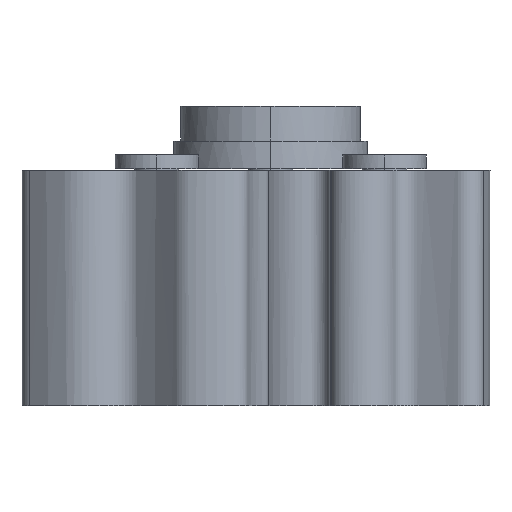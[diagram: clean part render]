
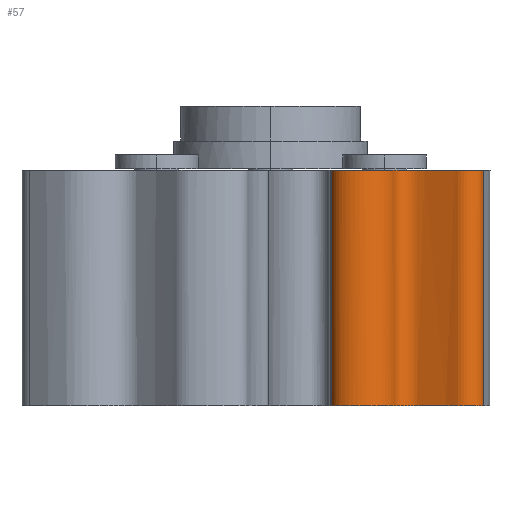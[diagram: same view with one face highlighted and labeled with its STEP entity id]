
A CAD part, front view. The second image highlights one B-rep face of the part: STEP entity #57.
In plain terms, the highlighted free-form (B-spline) face has degree [2, 1] with [23, 2] control points.
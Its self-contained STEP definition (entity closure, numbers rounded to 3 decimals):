
#57=ADVANCED_FACE($,(#150),#1132,.T.);
#150=FACE_OUTER_BOUND($,#243,.T.);
#243=EDGE_LOOP($,(#352,#353,#354,#355));
#352=ORIENTED_EDGE($,*,*,#779,.T.);
#353=ORIENTED_EDGE($,*,*,#778,.T.);
#354=ORIENTED_EDGE($,*,*,#775,.F.);
#355=ORIENTED_EDGE($,*,*,#774,.T.);
#774=EDGE_CURVE($,#992,#994,#1271,.T.);
#775=EDGE_CURVE($,#992,#993,#1210,.T.);
#778=EDGE_CURVE($,#995,#993,#1274,.T.);
#779=EDGE_CURVE($,#994,#995,#1211,.T.);
#992=VERTEX_POINT($,#3135);
#993=VERTEX_POINT($,#3136);
#994=VERTEX_POINT($,#3137);
#995=VERTEX_POINT($,#3138);
#1132=(
BOUNDED_SURFACE()
B_SPLINE_SURFACE(2,1,((#2875,#2876),(#2877,#2878),(#2879,#2880),(#2881,#2882),
(#2883,#2884),(#2885,#2886),(#2887,#2888),(#2889,#2890),(#2891,#2892),(#2893,
#2894),(#2895,#2896),(#2897,#2898),(#2899,#2900),(#2901,#2902),(#2903,#2904),
(#2905,#2906),(#2907,#2908),(#2909,#2910),(#2911,#2912),(#2913,#2914),(#2915,
#2916),(#2917,#2918),(#2919,#2920)),.UNSPECIFIED.,.F.,.F.,.F.)
B_SPLINE_SURFACE_WITH_KNOTS((3,2,2,2,2,2,2,2,2,2,2,3),(2,2),(51.524,
55.886,59.388,63.137,92.702,108.281,
116.12,128.34,143.581,158.655,173.634,
184.631),(0.,170.),.UNSPECIFIED.)
GEOMETRIC_REPRESENTATION_ITEM()
RATIONAL_B_SPLINE_SURFACE(((0.906,0.906),(0.941,
0.941),(1.,1.),(0.952,
0.952),(0.92,0.92),(0.888,
0.888),(0.872,0.872),(0.802,
0.802),(1.,1.),(0.892,
0.892),(0.864,0.864),(0.892,
0.892),(1.,1.),(0.836,0.836),(0.856,
0.856),(0.858,0.858),(0.863,
0.863),(0.867,0.867),(0.875,
0.875),(0.798,0.798),(1.,
1.),(0.85,0.85),(0.854,
0.854)))
REPRESENTATION_ITEM($)
SURFACE()
);
#1210=B_SPLINE_CURVE_WITH_KNOTS($,1,(#2634,#2635),.UNSPECIFIED.,.F.,.F.,
(2,2),(0.,170.),.UNSPECIFIED.);
#1211=B_SPLINE_CURVE_WITH_KNOTS($,1,(#2873,#2874),.UNSPECIFIED.,.F.,.F.,
(2,2),(0.,170.),.UNSPECIFIED.);
#1271=(
BOUNDED_CURVE()
B_SPLINE_CURVE(2,(#2611,#2612,#2613,#2614,#2615,#2616,#2617,#2618,#2619,
#2620,#2621,#2622,#2623,#2624,#2625,#2626,#2627,#2628,#2629,#2630,#2631,
#2632,#2633),.UNSPECIFIED.,.F.,.F.)
B_SPLINE_CURVE_WITH_KNOTS((3,2,2,2,2,2,2,2,2,2,2,3),(51.524,55.886,
59.388,63.137,92.702,108.281,116.12,
128.34,143.581,158.655,173.634,184.631),
.UNSPECIFIED.)
CURVE()
GEOMETRIC_REPRESENTATION_ITEM()
RATIONAL_B_SPLINE_CURVE((1.,0.989,1.,0.952,
0.92,0.888,0.872,0.802,
1.,0.892,0.864,0.892,
1.,0.836,0.856,0.858,0.863,
0.867,0.875,0.798,1.,0.92,
1.))
REPRESENTATION_ITEM($)
);
#1274=(
BOUNDED_CURVE()
B_SPLINE_CURVE(2,(#2850,#2851,#2852,#2853,#2854,#2855,#2856,#2857,#2858,
#2859,#2860,#2861,#2862,#2863,#2864,#2865,#2866,#2867,#2868,#2869,#2870,
#2871,#2872),.UNSPECIFIED.,.F.,.F.)
B_SPLINE_CURVE_WITH_KNOTS((3,2,2,2,2,2,2,2,2,2,2,3),(-184.631,-173.634,
-158.655,-143.581,-128.34,-116.12,-108.281,
-92.702,-63.137,-59.388,-55.886,-51.524),
.UNSPECIFIED.)
CURVE()
GEOMETRIC_REPRESENTATION_ITEM()
RATIONAL_B_SPLINE_CURVE((1.,0.92,1.,0.798,
0.875,0.867,0.863,0.858,
0.856,0.836,1.,0.892,0.864,
0.892,1.,0.802,0.872,
0.888,0.92,0.952,1.,
0.989,1.))
REPRESENTATION_ITEM($)
);
#2611=CARTESIAN_POINT($,(43.87,-123.801,-216.));
#2612=CARTESIAN_POINT($,(44.49,-125.911,-216.));
#2613=CARTESIAN_POINT($,(45.704,-127.745,-216.));
#2614=CARTESIAN_POINT($,(46.675,-129.212,-216.));
#2615=CARTESIAN_POINT($,(47.966,-130.406,-216.));
#2616=CARTESIAN_POINT($,(49.35,-131.686,-216.));
#2617=CARTESIAN_POINT($,(51.014,-132.573,-216.));
#2618=CARTESIAN_POINT($,(65.478,-140.28,-216.));
#2619=CARTESIAN_POINT($,(79.144,-131.235,-216.));
#2620=CARTESIAN_POINT($,(85.82,-126.816,-216.));
#2621=CARTESIAN_POINT($,(89.083,-119.506,-216.));
#2622=CARTESIAN_POINT($,(90.725,-115.829,-216.));
#2623=CARTESIAN_POINT($,(94.082,-113.607,-216.));
#2624=CARTESIAN_POINT($,(99.538,-109.996,-216.));
#2625=CARTESIAN_POINT($,(105.791,-111.92,-216.));
#2626=CARTESIAN_POINT($,(113.081,-114.163,-216.));
#2627=CARTESIAN_POINT($,(120.089,-117.175,-216.));
#2628=CARTESIAN_POINT($,(127.02,-120.155,-216.));
#2629=CARTESIAN_POINT($,(133.595,-123.854,-216.));
#2630=CARTESIAN_POINT($,(140.868,-127.946,-216.));
#2631=CARTESIAN_POINT($,(147.827,-123.34,-216.));
#2632=CARTESIAN_POINT($,(152.676,-120.13,-216.));
#2633=CARTESIAN_POINT($,(153.723,-114.41,-216.));
#2634=CARTESIAN_POINT($,(43.87,-123.801,-216.));
#2635=CARTESIAN_POINT($,(43.87,-123.801,-46.));
#2850=CARTESIAN_POINT($,(153.723,-114.41,-46.));
#2851=CARTESIAN_POINT($,(152.676,-120.13,-46.));
#2852=CARTESIAN_POINT($,(147.827,-123.34,-46.));
#2853=CARTESIAN_POINT($,(140.868,-127.946,-46.));
#2854=CARTESIAN_POINT($,(133.595,-123.854,-46.));
#2855=CARTESIAN_POINT($,(127.02,-120.155,-46.));
#2856=CARTESIAN_POINT($,(120.089,-117.175,-46.));
#2857=CARTESIAN_POINT($,(113.081,-114.163,-46.));
#2858=CARTESIAN_POINT($,(105.791,-111.92,-46.));
#2859=CARTESIAN_POINT($,(99.538,-109.996,-46.));
#2860=CARTESIAN_POINT($,(94.082,-113.607,-46.));
#2861=CARTESIAN_POINT($,(90.725,-115.829,-46.));
#2862=CARTESIAN_POINT($,(89.083,-119.506,-46.));
#2863=CARTESIAN_POINT($,(85.82,-126.816,-46.));
#2864=CARTESIAN_POINT($,(79.144,-131.235,-46.));
#2865=CARTESIAN_POINT($,(65.478,-140.28,-46.));
#2866=CARTESIAN_POINT($,(51.014,-132.573,-46.));
#2867=CARTESIAN_POINT($,(49.35,-131.686,-46.));
#2868=CARTESIAN_POINT($,(47.966,-130.406,-46.));
#2869=CARTESIAN_POINT($,(46.675,-129.212,-46.));
#2870=CARTESIAN_POINT($,(45.704,-127.745,-46.));
#2871=CARTESIAN_POINT($,(44.49,-125.911,-46.));
#2872=CARTESIAN_POINT($,(43.87,-123.801,-46.));
#2873=CARTESIAN_POINT($,(153.723,-114.41,-216.));
#2874=CARTESIAN_POINT($,(153.723,-114.41,-46.));
#2875=CARTESIAN_POINT($,(43.87,-123.801,-216.));
#2876=CARTESIAN_POINT($,(43.87,-123.801,-46.));
#2877=CARTESIAN_POINT($,(44.49,-125.911,-216.));
#2878=CARTESIAN_POINT($,(44.49,-125.911,-46.));
#2879=CARTESIAN_POINT($,(45.704,-127.745,-216.));
#2880=CARTESIAN_POINT($,(45.704,-127.745,-46.));
#2881=CARTESIAN_POINT($,(46.675,-129.212,-216.));
#2882=CARTESIAN_POINT($,(46.675,-129.212,-46.));
#2883=CARTESIAN_POINT($,(47.966,-130.406,-216.));
#2884=CARTESIAN_POINT($,(47.966,-130.406,-46.));
#2885=CARTESIAN_POINT($,(49.35,-131.686,-216.));
#2886=CARTESIAN_POINT($,(49.35,-131.686,-46.));
#2887=CARTESIAN_POINT($,(51.014,-132.573,-216.));
#2888=CARTESIAN_POINT($,(51.014,-132.573,-46.));
#2889=CARTESIAN_POINT($,(65.478,-140.28,-216.));
#2890=CARTESIAN_POINT($,(65.478,-140.28,-46.));
#2891=CARTESIAN_POINT($,(79.144,-131.235,-216.));
#2892=CARTESIAN_POINT($,(79.144,-131.235,-46.));
#2893=CARTESIAN_POINT($,(85.82,-126.816,-216.));
#2894=CARTESIAN_POINT($,(85.82,-126.816,-46.));
#2895=CARTESIAN_POINT($,(89.083,-119.506,-216.));
#2896=CARTESIAN_POINT($,(89.083,-119.506,-46.));
#2897=CARTESIAN_POINT($,(90.725,-115.829,-216.));
#2898=CARTESIAN_POINT($,(90.725,-115.829,-46.));
#2899=CARTESIAN_POINT($,(94.082,-113.607,-216.));
#2900=CARTESIAN_POINT($,(94.082,-113.607,-46.));
#2901=CARTESIAN_POINT($,(99.538,-109.996,-216.));
#2902=CARTESIAN_POINT($,(99.538,-109.996,-46.));
#2903=CARTESIAN_POINT($,(105.791,-111.92,-216.));
#2904=CARTESIAN_POINT($,(105.791,-111.92,-46.));
#2905=CARTESIAN_POINT($,(113.081,-114.163,-216.));
#2906=CARTESIAN_POINT($,(113.081,-114.163,-46.));
#2907=CARTESIAN_POINT($,(120.089,-117.175,-216.));
#2908=CARTESIAN_POINT($,(120.089,-117.175,-46.));
#2909=CARTESIAN_POINT($,(127.02,-120.155,-216.));
#2910=CARTESIAN_POINT($,(127.02,-120.155,-46.));
#2911=CARTESIAN_POINT($,(133.595,-123.854,-216.));
#2912=CARTESIAN_POINT($,(133.595,-123.854,-46.));
#2913=CARTESIAN_POINT($,(140.868,-127.946,-216.));
#2914=CARTESIAN_POINT($,(140.868,-127.946,-46.));
#2915=CARTESIAN_POINT($,(147.827,-123.34,-216.));
#2916=CARTESIAN_POINT($,(147.827,-123.34,-46.));
#2917=CARTESIAN_POINT($,(152.676,-120.13,-216.));
#2918=CARTESIAN_POINT($,(152.676,-120.13,-46.));
#2919=CARTESIAN_POINT($,(153.723,-114.41,-216.));
#2920=CARTESIAN_POINT($,(153.723,-114.41,-46.));
#3135=CARTESIAN_POINT($,(43.87,-123.801,-216.));
#3136=CARTESIAN_POINT($,(43.87,-123.801,-46.));
#3137=CARTESIAN_POINT($,(153.723,-114.41,-216.));
#3138=CARTESIAN_POINT($,(153.723,-114.41,-46.));
